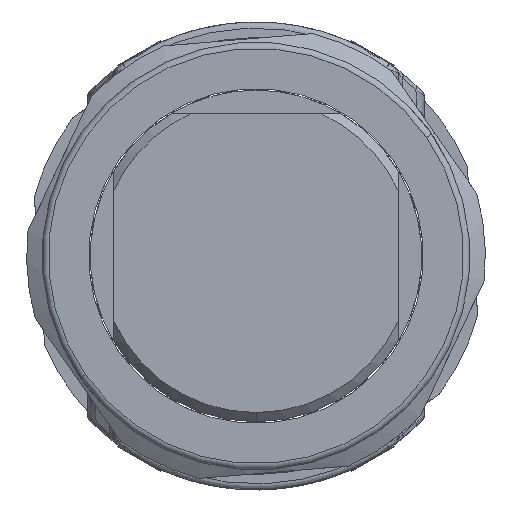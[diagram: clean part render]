
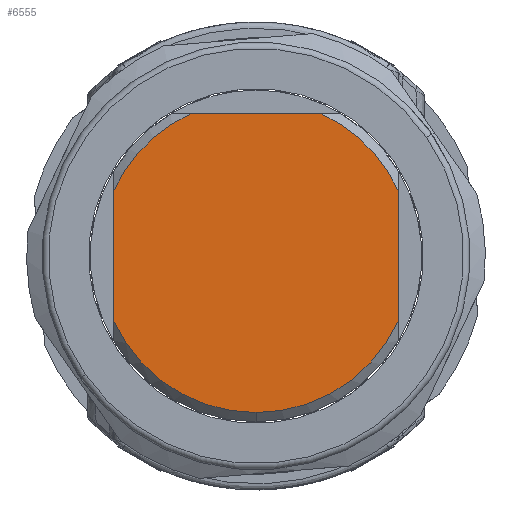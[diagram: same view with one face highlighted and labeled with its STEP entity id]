
A CAD part, front view. The second image highlights one B-rep face of the part: STEP entity #6555.
In plain terms, the highlighted planar face has unit normal (0, -1, 0).
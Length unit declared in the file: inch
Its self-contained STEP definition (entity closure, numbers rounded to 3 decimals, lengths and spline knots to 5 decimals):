
#310 = ORIENTED_EDGE ( 'NONE', *, *, #8470, .F. ) ;
#449 = EDGE_CURVE ( 'NONE', #2358, #2893, #7128, .T. ) ;
#457 = CARTESIAN_POINT ( 'NONE',  ( 0.41021, -1.90945, 0.90551 ) ) ;
#477 = AXIS2_PLACEMENT_3D ( 'NONE', #3396, #9685, #15997 ) ;
#542 = DIRECTION ( 'NONE',  ( 0., 0., 1. ) ) ;
#570 = VECTOR ( 'NONE', #11878, 39.37008 ) ;
#746 = EDGE_CURVE ( 'NONE', #3486, #2358, #19091, .T. ) ;
#1355 = DIRECTION ( 'NONE',  ( 0., 0., 1. ) ) ;
#1879 = DIRECTION ( 'NONE',  ( 0., 0., 1. ) ) ;
#2086 = CARTESIAN_POINT ( 'NONE',  ( -0.90551, -1.90945, -0.41021 ) ) ;
#2319 = ORIENTED_EDGE ( 'NONE', *, *, #2975, .F. ) ;
#2358 = VERTEX_POINT ( 'NONE', #15931 ) ;
#2629 = CARTESIAN_POINT ( 'NONE',  ( 0., -1.90945, 0. ) ) ;
#2893 = VERTEX_POINT ( 'NONE', #457 ) ;
#2975 = EDGE_CURVE ( 'NONE', #17434, #7945, #3956, .T. ) ;
#3111 = ORIENTED_EDGE ( 'NONE', *, *, #449, .T. ) ;
#3396 = CARTESIAN_POINT ( 'NONE',  ( 0., -1.90945, 0. ) ) ;
#3486 = VERTEX_POINT ( 'NONE', #13208 ) ;
#3848 = EDGE_CURVE ( 'NONE', #16194, #3486, #14700, .T. ) ;
#3956 = LINE ( 'NONE', #10244, #18413 ) ;
#4791 = EDGE_LOOP ( 'NONE', ( #7870, #3111, #310, #14419, #2319, #17226, #11811 ) ) ;
#4943 = CARTESIAN_POINT ( 'NONE',  ( 0.90551, -1.90945, -0.68898 ) ) ;
#5597 = CARTESIAN_POINT ( 'NONE',  ( -0.98425, -1.90945, 0.90551 ) ) ;
#5797 = AXIS2_PLACEMENT_3D ( 'NONE', #9196, #15505, #1355 ) ;
#5848 = CARTESIAN_POINT ( 'NONE',  ( -0.41021, -1.90945, 0.90551 ) ) ;
#6555 = ADVANCED_FACE ( 'NONE', ( #11226 ), #17545, .T. ) ;
#7128 = CIRCLE ( 'NONE', #18674, 0.99409 ) ;
#7870 = ORIENTED_EDGE ( 'NONE', *, *, #746, .T. ) ;
#7945 = VERTEX_POINT ( 'NONE', #20287 ) ;
#7982 = CIRCLE ( 'NONE', #19544, 0.99409 ) ;
#8140 = CIRCLE ( 'NONE', #19695, 0.99409 ) ;
#8373 = CARTESIAN_POINT ( 'NONE',  ( 0., -1.90945, 0. ) ) ;
#8470 = EDGE_CURVE ( 'NONE', #18793, #2893, #19743, .T. ) ;
#8919 = DIRECTION ( 'NONE',  ( 0., -1., 0. ) ) ;
#9196 = CARTESIAN_POINT ( 'NONE',  ( 0., -1.90945, 0. ) ) ;
#9685 = DIRECTION ( 'NONE',  ( 0., -1., 0. ) ) ;
#9712 = CARTESIAN_POINT ( 'NONE',  ( 0., -1.90945, 0. ) ) ;
#10244 = CARTESIAN_POINT ( 'NONE',  ( -0.90551, -1.90945, -0.68898 ) ) ;
#10627 = VECTOR ( 'NONE', #11223, 39.37008 ) ;
#11223 = DIRECTION ( 'NONE',  ( 0., 0., 1. ) ) ;
#11226 = FACE_OUTER_BOUND ( 'NONE', #4791, .T. ) ;
#11811 = ORIENTED_EDGE ( 'NONE', *, *, #3848, .T. ) ;
#11878 = DIRECTION ( 'NONE',  ( 1., 0., 0. ) ) ;
#13208 = CARTESIAN_POINT ( 'NONE',  ( 0.90551, -1.90945, -0.41021 ) ) ;
#14419 = ORIENTED_EDGE ( 'NONE', *, *, #17443, .T. ) ;
#14671 = DIRECTION ( 'NONE',  ( 0., -1., 0. ) ) ;
#14700 = CIRCLE ( 'NONE', #5797, 0.99409 ) ;
#15232 = DIRECTION ( 'NONE',  ( 0., 0., 1. ) ) ;
#15505 = DIRECTION ( 'NONE',  ( 0., -1., 0. ) ) ;
#15931 = CARTESIAN_POINT ( 'NONE',  ( 0.90551, -1.90945, 0.41021 ) ) ;
#15997 = DIRECTION ( 'NONE',  ( 0., 0., 1. ) ) ;
#16026 = DIRECTION ( 'NONE',  ( 0., -1., 0. ) ) ;
#16194 = VERTEX_POINT ( 'NONE', #19220 ) ;
#16555 = DIRECTION ( 'NONE',  ( 0., 0., 1. ) ) ;
#16779 = EDGE_CURVE ( 'NONE', #17434, #16194, #8140, .T. ) ;
#17226 = ORIENTED_EDGE ( 'NONE', *, *, #16779, .T. ) ;
#17434 = VERTEX_POINT ( 'NONE', #2086 ) ;
#17443 = EDGE_CURVE ( 'NONE', #18793, #7945, #7982, .T. ) ;
#17545 = PLANE ( 'NONE',  #477 ) ;
#18413 = VECTOR ( 'NONE', #16555, 39.37008 ) ;
#18674 = AXIS2_PLACEMENT_3D ( 'NONE', #9712, #16026, #1879 ) ;
#18793 = VERTEX_POINT ( 'NONE', #5848 ) ;
#19091 = LINE ( 'NONE', #4943, #10627 ) ;
#19220 = CARTESIAN_POINT ( 'NONE',  ( 0., -1.90945, -0.99409 ) ) ;
#19544 = AXIS2_PLACEMENT_3D ( 'NONE', #8373, #14671, #542 ) ;
#19695 = AXIS2_PLACEMENT_3D ( 'NONE', #2629, #8919, #15232 ) ;
#19743 = LINE ( 'NONE', #5597, #570 ) ;
#20287 = CARTESIAN_POINT ( 'NONE',  ( -0.90551, -1.90945, 0.41021 ) ) ;
